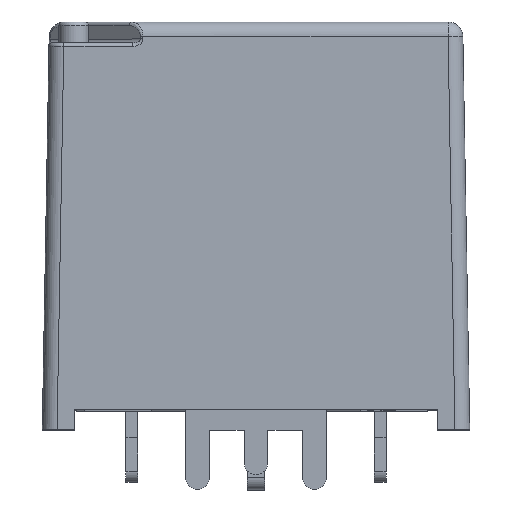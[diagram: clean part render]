
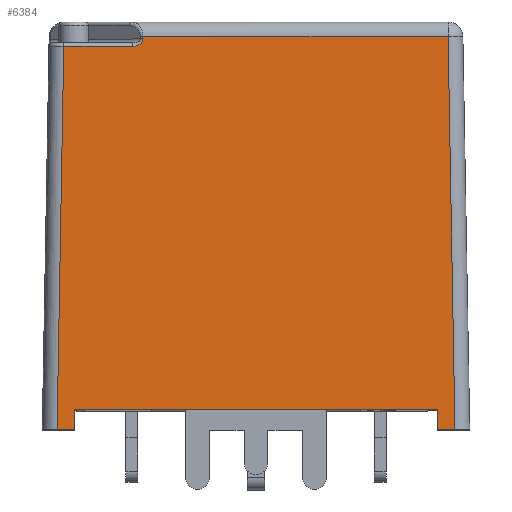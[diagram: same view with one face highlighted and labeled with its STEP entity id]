
A CAD part, top view. The second image highlights one B-rep face of the part: STEP entity #6384.
In plain terms, the highlighted planar face has unit normal (0, 0.014, 1).
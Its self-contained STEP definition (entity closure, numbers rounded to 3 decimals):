
#666=PLANE('',#6788);
#999=FACE_OUTER_BOUND('',#1394,.T.);
#1394=EDGE_LOOP('',(#5754,#5755,#5756,#5757,#5758,#5759,#5760,#5761,#5762,
#5763,#5764));
#1494=ELLIPSE('',#6789,0.707,0.5);
#1968=LINE('',#11450,#2530);
#1975=LINE('',#11464,#2537);
#1978=LINE('',#11469,#2540);
#1986=LINE('',#11488,#2548);
#1988=LINE('',#11495,#2550);
#1989=LINE('',#11498,#2551);
#1990=LINE('',#11500,#2552);
#1991=LINE('',#11502,#2553);
#1992=LINE('',#11506,#2554);
#1993=LINE('',#11507,#2555);
#2530=VECTOR('',#7826,10.);
#2537=VECTOR('',#7841,10.);
#2540=VECTOR('',#7846,10.);
#2548=VECTOR('',#7862,10.);
#2550=VECTOR('',#7870,10.);
#2551=VECTOR('',#7873,10.);
#2552=VECTOR('',#7874,10.);
#2553=VECTOR('',#7875,10.);
#2554=VECTOR('',#7878,10.);
#2555=VECTOR('',#7879,10.);
#3152=VERTEX_POINT('',#11447);
#3153=VERTEX_POINT('',#11449);
#3156=VERTEX_POINT('',#11463);
#3157=VERTEX_POINT('',#11467);
#3164=VERTEX_POINT('',#11487);
#3166=VERTEX_POINT('',#11493);
#3167=VERTEX_POINT('',#11497);
#3168=VERTEX_POINT('',#11499);
#3169=VERTEX_POINT('',#11501);
#3170=VERTEX_POINT('',#11503);
#3171=VERTEX_POINT('',#11505);
#4020=EDGE_CURVE('',#3153,#3152,#1968,.T.);
#4027=EDGE_CURVE('',#3156,#3153,#1975,.T.);
#4030=EDGE_CURVE('',#3152,#3157,#1978,.T.);
#4039=EDGE_CURVE('',#3164,#3156,#1986,.T.);
#4043=EDGE_CURVE('',#3157,#3166,#1988,.T.);
#4044=EDGE_CURVE('',#3167,#3166,#1989,.T.);
#4045=EDGE_CURVE('',#3168,#3167,#1990,.T.);
#4046=EDGE_CURVE('',#3169,#3168,#1991,.T.);
#4047=EDGE_CURVE('',#3170,#3169,#1494,.T.);
#4048=EDGE_CURVE('',#3171,#3170,#1992,.T.);
#4049=EDGE_CURVE('',#3164,#3171,#1993,.T.);
#5754=ORIENTED_EDGE('',*,*,#4027,.T.);
#5755=ORIENTED_EDGE('',*,*,#4020,.T.);
#5756=ORIENTED_EDGE('',*,*,#4030,.T.);
#5757=ORIENTED_EDGE('',*,*,#4043,.T.);
#5758=ORIENTED_EDGE('',*,*,#4044,.F.);
#5759=ORIENTED_EDGE('',*,*,#4045,.F.);
#5760=ORIENTED_EDGE('',*,*,#4046,.F.);
#5761=ORIENTED_EDGE('',*,*,#4047,.F.);
#5762=ORIENTED_EDGE('',*,*,#4048,.F.);
#5763=ORIENTED_EDGE('',*,*,#4049,.F.);
#5764=ORIENTED_EDGE('',*,*,#4039,.T.);
#6384=ADVANCED_FACE('',(#999),#666,.T.);
#6788=AXIS2_PLACEMENT_3D('',#11496,#7871,#7872);
#6789=AXIS2_PLACEMENT_3D('',#11504,#7876,#7877);
#7826=DIRECTION('',(1.,0.,0.));
#7841=DIRECTION('',(0.,1.,-0.014));
#7846=DIRECTION('',(0.,-1.,0.014));
#7862=DIRECTION('',(1.,0.,0.));
#7870=DIRECTION('',(1.,0.,0.));
#7871=DIRECTION('center_axis',(0.,0.014,
1.));
#7872=DIRECTION('ref_axis',(1.,0.,0.));
#7873=DIRECTION('',(0.017,-1.,0.014));
#7874=DIRECTION('',(1.,0.,0.));
#7875=DIRECTION('',(-0.014,1.,-0.014));
#7876=DIRECTION('center_axis',(0.,0.014,
1.));
#7877=DIRECTION('ref_axis',(1.,-0.014,0.));
#7878=DIRECTION('',(1.,0.,0.));
#7879=DIRECTION('',(0.017,1.,-0.014));
#11447=CARTESIAN_POINT('',(12.3,1.35,14.281));
#11449=CARTESIAN_POINT('',(-12.3,1.35,14.281));
#11450=CARTESIAN_POINT('',(-7.225,1.35,14.281));
#11463=CARTESIAN_POINT('',(-12.3,0.,14.3));
#11464=CARTESIAN_POINT('',(-12.3,0.014,14.3));
#11467=CARTESIAN_POINT('',(12.3,0.,14.3));
#11469=CARTESIAN_POINT('',(12.3,0.,14.3));
#11487=CARTESIAN_POINT('',(-13.45,0.,14.3));
#11488=CARTESIAN_POINT('',(-14.45,0.,14.3));
#11493=CARTESIAN_POINT('',(13.45,0.,14.3));
#11495=CARTESIAN_POINT('',(-14.45,0.,14.3));
#11496=CARTESIAN_POINT('Origin',(-14.45,0.,14.3));
#11497=CARTESIAN_POINT('',(12.986,26.564,13.929));
#11498=CARTESIAN_POINT('',(13.446,0.235,14.297));
#11499=CARTESIAN_POINT('',(-7.646,26.564,13.929));
#11500=CARTESIAN_POINT('',(-7.225,26.564,13.929));
#11501=CARTESIAN_POINT('',(-7.644,26.403,13.931));
#11502=CARTESIAN_POINT('',(-7.47,13.919,14.106));
#11503=CARTESIAN_POINT('',(-8.344,25.903,13.938));
#11504=CARTESIAN_POINT('Origin',(-8.351,26.403,13.931));
#11505=CARTESIAN_POINT('',(-12.998,25.903,13.938));
#11506=CARTESIAN_POINT('',(-13.2,25.903,13.938));
#11507=CARTESIAN_POINT('',(-13.447,0.182,14.297));
